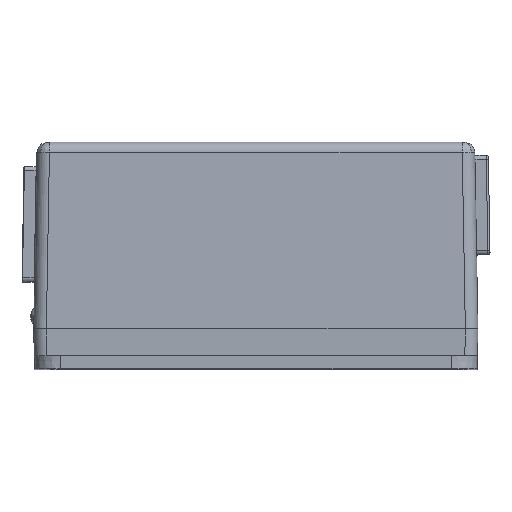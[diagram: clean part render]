
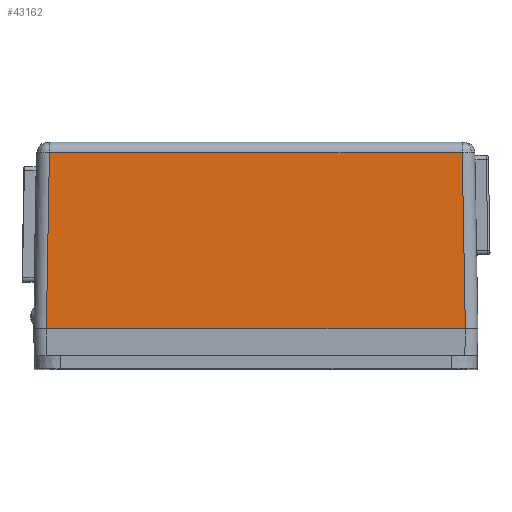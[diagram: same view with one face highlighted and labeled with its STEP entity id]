
A CAD part, top view. The second image highlights one B-rep face of the part: STEP entity #43162.
In plain terms, the highlighted planar face has unit normal (0, 0.018, 1).
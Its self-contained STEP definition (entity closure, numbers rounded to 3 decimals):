
#33924 = EDGE_LOOP ( 'NONE', ( #52921, #52969, #53001, #52977 ) ) ;
#36736 = AXIS2_PLACEMENT_3D ( 'NONE', #39915, #39920, #39889 ) ;
#39886 = FACE_OUTER_BOUND ( 'NONE', #33924, .T. ) ;
#39889 = DIRECTION ( 'NONE',  ( 0., -1., 0.017 ) ) ;
#39903 = PLANE ( 'NONE',  #36736 ) ;
#39915 = CARTESIAN_POINT ( 'NONE',  ( 52.921, 0., 42.964 ) ) ;
#39920 = DIRECTION ( 'NONE',  ( 0., 0.017, 1. ) ) ;
#43162 = ADVANCED_FACE ( 'NONE', ( #39886 ), #39903, .T. ) ;
#44236 = EDGE_CURVE ( 'NONE', #55193, #55195, #50424, .T. ) ;
#44385 = EDGE_CURVE ( 'NONE', #55195, #53894, #50871, .T. ) ;
#44403 = EDGE_CURVE ( 'NONE', #53894, #54439, #50975, .T. ) ;
#44455 = EDGE_CURVE ( 'NONE', #54439, #55193, #51102, .T. ) ;
#45644 = VECTOR ( 'NONE', #50401, 1000. ) ;
#45741 = VECTOR ( 'NONE', #50882, 1000. ) ;
#45830 = VECTOR ( 'NONE', #50912, 1000. ) ;
#45899 = VECTOR ( 'NONE', #51105, 1000. ) ;
#50369 = CARTESIAN_POINT ( 'NONE',  ( 52.921, 0., 42.964 ) ) ;
#50401 = DIRECTION ( 'NONE',  ( 1., 0., 0. ) ) ;
#50424 = LINE ( 'NONE', #50369, #45644 ) ;
#50836 = CARTESIAN_POINT ( 'NONE',  ( 49.922, -0.052, 42.965 ) ) ;
#50871 = LINE ( 'NONE', #50836, #45741 ) ;
#50882 = DIRECTION ( 'NONE',  ( -0.017, 1., -0.017 ) ) ;
#50912 = DIRECTION ( 'NONE',  ( -1., 0., 0. ) ) ;
#50975 = LINE ( 'NONE', #51004, #45830 ) ;
#51004 = CARTESIAN_POINT ( 'NONE',  ( 52.921, 41.954, 42.232 ) ) ;
#51102 = LINE ( 'NONE', #51104, #45899 ) ;
#51104 = CARTESIAN_POINT ( 'NONE',  ( -49.89, 1.794, 42.933 ) ) ;
#51105 = DIRECTION ( 'NONE',  ( -0.017, -1., 0.017 ) ) ;
#52921 = ORIENTED_EDGE ( 'NONE', *, *, #44385, .T. ) ;
#52969 = ORIENTED_EDGE ( 'NONE', *, *, #44403, .T. ) ;
#52977 = ORIENTED_EDGE ( 'NONE', *, *, #44236, .T. ) ;
#53001 = ORIENTED_EDGE ( 'NONE', *, *, #44455, .T. ) ;
#53894 = VERTEX_POINT ( 'NONE', #85546 ) ;
#54439 = VERTEX_POINT ( 'NONE', #86964 ) ;
#55193 = VERTEX_POINT ( 'NONE', #87088 ) ;
#55195 = VERTEX_POINT ( 'NONE', #87098 ) ;
#85546 = CARTESIAN_POINT ( 'NONE',  ( 49.189, 41.954, 42.232 ) ) ;
#86964 = CARTESIAN_POINT ( 'NONE',  ( -49.189, 41.954, 42.232 ) ) ;
#87088 = CARTESIAN_POINT ( 'NONE',  ( -49.921, 0., 42.964 ) ) ;
#87098 = CARTESIAN_POINT ( 'NONE',  ( 49.921, 0., 42.964 ) ) ;
